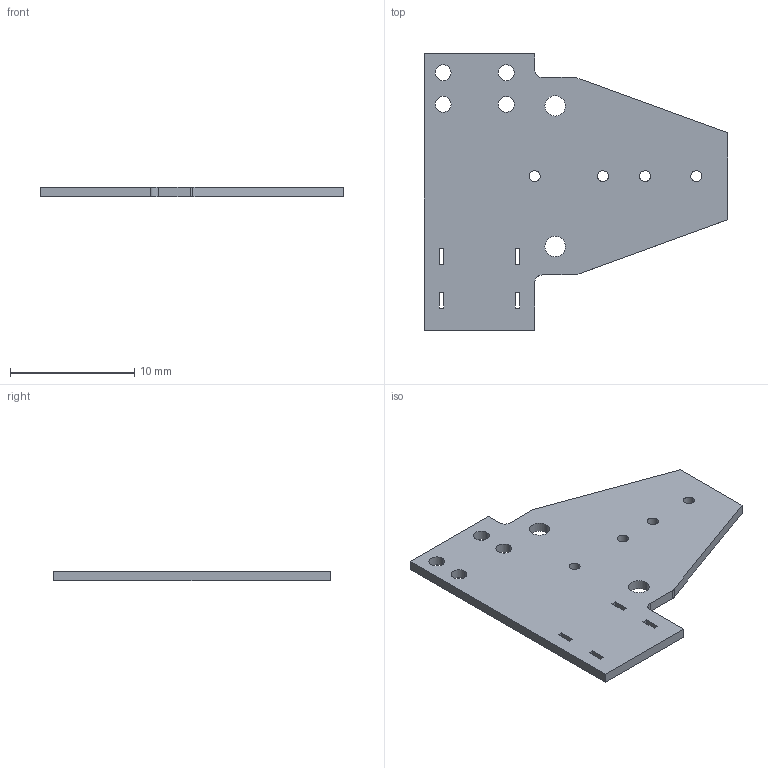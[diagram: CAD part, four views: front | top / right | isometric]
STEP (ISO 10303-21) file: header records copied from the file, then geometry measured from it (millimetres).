
FILE_DESCRIPTION (( 'STEP AP214' ), '1' );
FILE_NAME ('1010564-021-9000_PCB_OUTLINE_R4.STEP', '2025-09-22T10:17:57', ( '' ), ( '' ), 'SwSTEP 2.0', 'SolidWorks 2023', '' );
FILE_SCHEMA (( 'AUTOMOTIVE_DESIGN' ));
Length unit declared in the file: inch
Products named in the file (1): 1010564-021-9000_PCB_OUTLINE_R4
Bounding box: 24.43 x 22.24 x 0.79 mm (x, y, z)
Volume: 299 mm3; surface area: 861.5 mm2
Topology: 1 solids, 1 shells, 52 faces, 150 edges, 100 vertices
Faces by surface type: plane 28, cylinder 24
Entity records: 1805 total; most frequent: DIRECTION 304, CARTESIAN_POINT 303, ORIENTED_EDGE 300, EDGE_CURVE 150, VECTOR 102, LINE 102, AXIS2_PLACEMENT_3D 101, VERTEX_POINT 100
